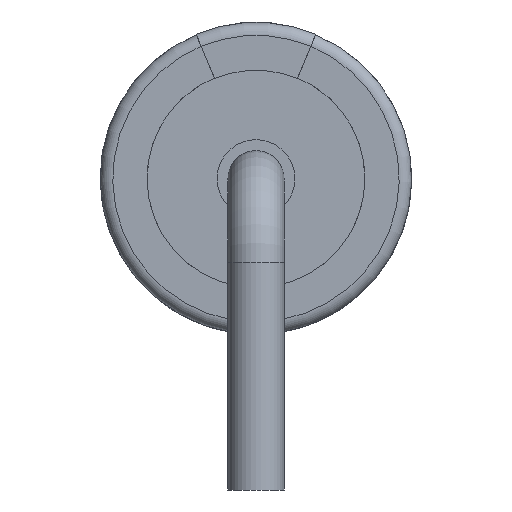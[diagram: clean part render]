
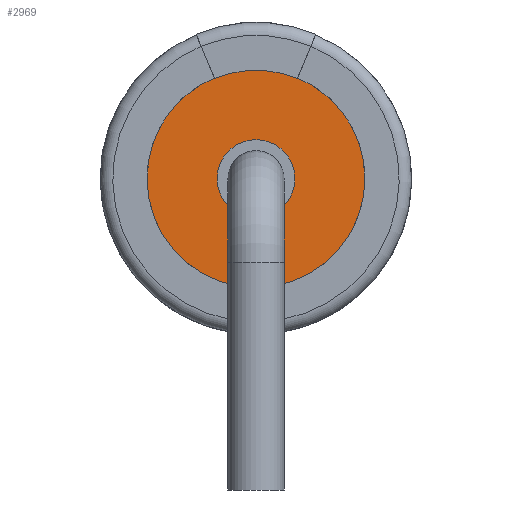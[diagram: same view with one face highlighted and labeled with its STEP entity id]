
A CAD part, left-side view. The second image highlights one B-rep face of the part: STEP entity #2969.
In plain terms, the highlighted planar face has unit normal (-1, 0, 0).
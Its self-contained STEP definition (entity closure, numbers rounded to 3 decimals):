
#2941 = VERTEX_POINT('',#2942);
#2942 = CARTESIAN_POINT('',(6.13,0.,0.75));
#2958 = EDGE_CURVE('',#2941,#2941,#2959,.T.);
#2959 = CIRCLE('',#2960,1.75);
#2960 = AXIS2_PLACEMENT_3D('',#2961,#2962,#2963);
#2961 = CARTESIAN_POINT('',(6.13,0.,2.5));
#2962 = DIRECTION('',(1.,-0.,0.));
#2963 = DIRECTION('',(0.,0.,-1.));
#2969 = ADVANCED_FACE('',(#2970,#2973),#2984,.F.);
#2970 = FACE_BOUND('',#2971,.F.);
#2971 = EDGE_LOOP('',(#2972));
#2972 = ORIENTED_EDGE('',*,*,#2958,.T.);
#2973 = FACE_BOUND('',#2974,.F.);
#2974 = EDGE_LOOP('',(#2975));
#2975 = ORIENTED_EDGE('',*,*,#2976,.F.);
#2976 = EDGE_CURVE('',#2977,#2977,#2979,.T.);
#2977 = VERTEX_POINT('',#2978);
#2978 = CARTESIAN_POINT('',(6.13,0.,1.875));
#2979 = CIRCLE('',#2980,0.625);
#2980 = AXIS2_PLACEMENT_3D('',#2981,#2982,#2983);
#2981 = CARTESIAN_POINT('',(6.13,0.,2.5));
#2982 = DIRECTION('',(1.,-0.,0.));
#2983 = DIRECTION('',(0.,0.,-1.));
#2984 = PLANE('',#2985);
#2985 = AXIS2_PLACEMENT_3D('',#2986,#2987,#2988);
#2986 = CARTESIAN_POINT('',(6.13,0.,2.5));
#2987 = DIRECTION('',(1.,0.,0.));
#2988 = DIRECTION('',(0.,0.,-1.));
